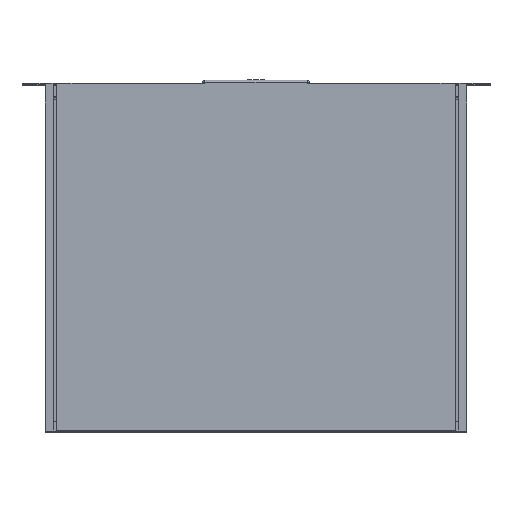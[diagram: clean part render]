
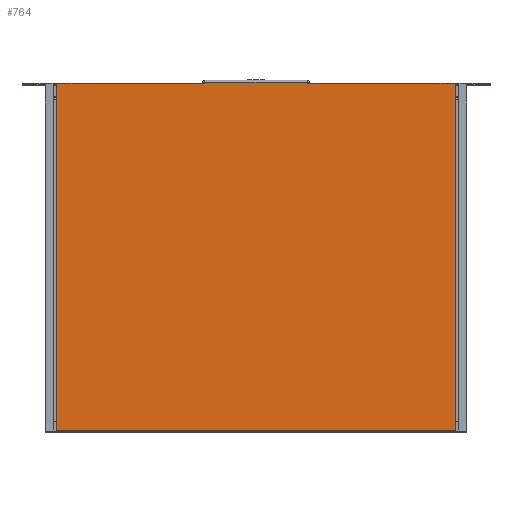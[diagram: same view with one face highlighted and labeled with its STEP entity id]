
A CAD part, top view. The second image highlights one B-rep face of the part: STEP entity #764.
In plain terms, the highlighted planar face has unit normal (0, 0, 1).
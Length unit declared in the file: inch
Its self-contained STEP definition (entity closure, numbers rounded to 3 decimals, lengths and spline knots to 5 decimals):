
#11 = LINE ( 'NONE', #1166, #2843 ) ;
#13 = DIRECTION ( 'NONE',  ( -1., 0., 0. ) ) ;
#32 = DIRECTION ( 'NONE',  ( -1., 0., 0. ) ) ;
#110 = EDGE_CURVE ( 'NONE', #5042, #1807, #3910, .T. ) ;
#200 = VECTOR ( 'NONE', #32, 39.37008 ) ;
#301 = EDGE_CURVE ( 'NONE', #1313, #3283, #639, .T. ) ;
#459 = ORIENTED_EDGE ( 'NONE', *, *, #3150, .T. ) ;
#476 = LINE ( 'NONE', #3855, #4909 ) ;
#483 = CARTESIAN_POINT ( 'NONE',  ( -8.094, -7.065, 0.035 ) ) ;
#639 = LINE ( 'NONE', #2761, #1297 ) ;
#690 = EDGE_CURVE ( 'NONE', #1007, #4820, #4573, .T. ) ;
#764 = ADVANCED_FACE ( 'NONE', ( #1103 ), #2318, .F. ) ;
#786 = CARTESIAN_POINT ( 'NONE',  ( 8.094, -7.065, 0.035 ) ) ;
#811 = DIRECTION ( 'NONE',  ( 0., 1., 0. ) ) ;
#836 = EDGE_LOOP ( 'NONE', ( #459, #1213, #1117, #3170, #4449, #2465, #3839, #4600 ) ) ;
#871 = VECTOR ( 'NONE', #4704, 39.37008 ) ;
#1007 = VERTEX_POINT ( 'NONE', #1386 ) ;
#1103 = FACE_OUTER_BOUND ( 'NONE', #836, .T. ) ;
#1117 = ORIENTED_EDGE ( 'NONE', *, *, #3845, .T. ) ;
#1166 = CARTESIAN_POINT ( 'NONE',  ( -8.094, -7.065, 0.035 ) ) ;
#1213 = ORIENTED_EDGE ( 'NONE', *, *, #110, .T. ) ;
#1297 = VECTOR ( 'NONE', #811, 39.37008 ) ;
#1313 = VERTEX_POINT ( 'NONE', #786 ) ;
#1386 = CARTESIAN_POINT ( 'NONE',  ( -2.085, 7.065, 0.035 ) ) ;
#1524 = LINE ( 'NONE', #2364, #871 ) ;
#1604 = VECTOR ( 'NONE', #3043, 39.37008 ) ;
#1807 = VERTEX_POINT ( 'NONE', #4550 ) ;
#1914 = CARTESIAN_POINT ( 'NONE',  ( 2.085, 0., 0.035 ) ) ;
#2002 = VERTEX_POINT ( 'NONE', #483 ) ;
#2018 = VECTOR ( 'NONE', #3464, 39.37008 ) ;
#2086 = LINE ( 'NONE', #4249, #1604 ) ;
#2318 = PLANE ( 'NONE',  #4881 ) ;
#2364 = CARTESIAN_POINT ( 'NONE',  ( -2.165, 7.095, 0.035 ) ) ;
#2465 = ORIENTED_EDGE ( 'NONE', *, *, #4446, .T. ) ;
#2629 = CARTESIAN_POINT ( 'NONE',  ( -8.094, 7.065, 0.035 ) ) ;
#2658 = EDGE_CURVE ( 'NONE', #2828, #1007, #3565, .T. ) ;
#2678 = DIRECTION ( 'NONE',  ( 0., -1., 0. ) ) ;
#2761 = CARTESIAN_POINT ( 'NONE',  ( 8.094, -7.065, 0.035 ) ) ;
#2828 = VERTEX_POINT ( 'NONE', #3908 ) ;
#2843 = VECTOR ( 'NONE', #4759, 39.37008 ) ;
#3043 = DIRECTION ( 'NONE',  ( -1., 0., 0. ) ) ;
#3094 = DIRECTION ( 'NONE',  ( 1., 0., 0. ) ) ;
#3150 = EDGE_CURVE ( 'NONE', #3283, #5042, #2086, .T. ) ;
#3166 = EDGE_CURVE ( 'NONE', #2002, #1313, #476, .T. ) ;
#3170 = ORIENTED_EDGE ( 'NONE', *, *, #2658, .T. ) ;
#3283 = VERTEX_POINT ( 'NONE', #4695 ) ;
#3447 = CARTESIAN_POINT ( 'NONE',  ( 2.085, 7.065, 0.035 ) ) ;
#3464 = DIRECTION ( 'NONE',  ( 0., 1., 0. ) ) ;
#3503 = CARTESIAN_POINT ( 'NONE',  ( 0., 0., 0.035 ) ) ;
#3565 = LINE ( 'NONE', #5034, #5046 ) ;
#3839 = ORIENTED_EDGE ( 'NONE', *, *, #3166, .T. ) ;
#3845 = EDGE_CURVE ( 'NONE', #1807, #2828, #1524, .T. ) ;
#3855 = CARTESIAN_POINT ( 'NONE',  ( -8.094, -7.065, 0.035 ) ) ;
#3908 = CARTESIAN_POINT ( 'NONE',  ( -2.085, 7.095, 0.035 ) ) ;
#3910 = LINE ( 'NONE', #1914, #2018 ) ;
#4249 = CARTESIAN_POINT ( 'NONE',  ( -8.094, 7.065, 0.035 ) ) ;
#4257 = DIRECTION ( 'NONE',  ( 0., 0., -1. ) ) ;
#4446 = EDGE_CURVE ( 'NONE', #4820, #2002, #11, .T. ) ;
#4449 = ORIENTED_EDGE ( 'NONE', *, *, #690, .T. ) ;
#4550 = CARTESIAN_POINT ( 'NONE',  ( 2.085, 7.095, 0.035 ) ) ;
#4573 = LINE ( 'NONE', #4737, #200 ) ;
#4600 = ORIENTED_EDGE ( 'NONE', *, *, #301, .T. ) ;
#4695 = CARTESIAN_POINT ( 'NONE',  ( 8.094, 7.065, 0.035 ) ) ;
#4704 = DIRECTION ( 'NONE',  ( -1., 0., 0. ) ) ;
#4737 = CARTESIAN_POINT ( 'NONE',  ( -8.094, 7.065, 0.035 ) ) ;
#4759 = DIRECTION ( 'NONE',  ( 0., -1., 0. ) ) ;
#4820 = VERTEX_POINT ( 'NONE', #2629 ) ;
#4881 = AXIS2_PLACEMENT_3D ( 'NONE', #3503, #4257, #13 ) ;
#4909 = VECTOR ( 'NONE', #3094, 39.37008 ) ;
#5034 = CARTESIAN_POINT ( 'NONE',  ( -2.085, 0., 0.035 ) ) ;
#5042 = VERTEX_POINT ( 'NONE', #3447 ) ;
#5046 = VECTOR ( 'NONE', #2678, 39.37008 ) ;
